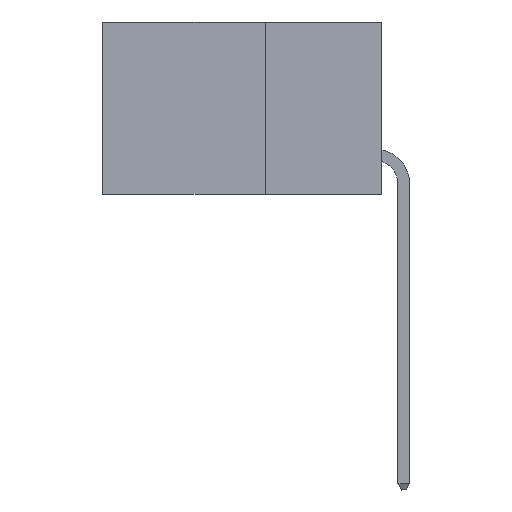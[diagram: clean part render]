
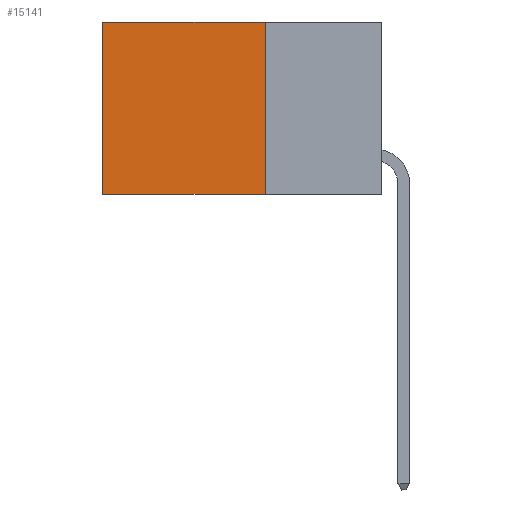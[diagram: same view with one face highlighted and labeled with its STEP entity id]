
A CAD part, left-side view. The second image highlights one B-rep face of the part: STEP entity #15141.
In plain terms, the highlighted planar face has unit normal (-1, 0, 0).
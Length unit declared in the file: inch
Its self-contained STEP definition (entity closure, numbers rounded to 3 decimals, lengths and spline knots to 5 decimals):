
#851 = VERTEX_POINT ( 'NONE', #25565 ) ;
#1502 = EDGE_CURVE ( 'NONE', #26575, #851, #10170, .T. ) ;
#3167 = CARTESIAN_POINT ( 'NONE',  ( 0.2875, 0.25, 0. ) ) ;
#5873 = VECTOR ( 'NONE', #8213, 39.37008 ) ;
#7712 = VERTEX_POINT ( 'NONE', #17776 ) ;
#8213 = DIRECTION ( 'NONE',  ( 0., 1., 0. ) ) ;
#8353 = LINE ( 'NONE', #21073, #32994 ) ;
#9928 = ORIENTED_EDGE ( 'NONE', *, *, #22209, .F. ) ;
#10170 = LINE ( 'NONE', #21298, #16214 ) ;
#11109 = DIRECTION ( 'NONE',  ( 0., 1., 0. ) ) ;
#11847 = DIRECTION ( 'NONE',  ( 0., 0., -1. ) ) ;
#12001 = VECTOR ( 'NONE', #19361, 39.37008 ) ;
#13205 = CARTESIAN_POINT ( 'NONE',  ( 0.2875, 0.6, -0.37 ) ) ;
#14889 = FACE_OUTER_BOUND ( 'NONE', #18053, .T. ) ;
#15141 = ADVANCED_FACE ( 'NONE', ( #14889 ), #18642, .F. ) ;
#16214 = VECTOR ( 'NONE', #11109, 39.37008 ) ;
#16671 = CARTESIAN_POINT ( 'NONE',  ( 0.2875, 0.6, 0. ) ) ;
#17191 = CARTESIAN_POINT ( 'NONE',  ( 0.2875, 0.25, -0.37 ) ) ;
#17776 = CARTESIAN_POINT ( 'NONE',  ( 0.2875, 0.25, -0.37 ) ) ;
#17887 = ORIENTED_EDGE ( 'NONE', *, *, #1502, .T. ) ;
#18053 = EDGE_LOOP ( 'NONE', ( #33405, #20354, #9928, #17887 ) ) ;
#18642 = PLANE ( 'NONE',  #28664 ) ;
#19361 = DIRECTION ( 'NONE',  ( 0., 0., -1. ) ) ;
#20354 = ORIENTED_EDGE ( 'NONE', *, *, #23449, .F. ) ;
#21073 = CARTESIAN_POINT ( 'NONE',  ( 0.2875, 0.25, 0. ) ) ;
#21298 = CARTESIAN_POINT ( 'NONE',  ( 0.2875, 0.25, 0. ) ) ;
#22209 = EDGE_CURVE ( 'NONE', #26575, #7712, #8353, .T. ) ;
#23449 = EDGE_CURVE ( 'NONE', #7712, #23783, #27276, .T. ) ;
#23591 = EDGE_CURVE ( 'NONE', #851, #23783, #32555, .T. ) ;
#23630 = DIRECTION ( 'NONE',  ( 0., 0., -1. ) ) ;
#23783 = VERTEX_POINT ( 'NONE', #13205 ) ;
#25565 = CARTESIAN_POINT ( 'NONE',  ( 0.2875, 0.6, 0. ) ) ;
#26575 = VERTEX_POINT ( 'NONE', #28840 ) ;
#27276 = LINE ( 'NONE', #17191, #5873 ) ;
#28664 = AXIS2_PLACEMENT_3D ( 'NONE', #3167, #32220, #11847 ) ;
#28840 = CARTESIAN_POINT ( 'NONE',  ( 0.2875, 0.25, 0. ) ) ;
#32220 = DIRECTION ( 'NONE',  ( 1., 0., 0. ) ) ;
#32555 = LINE ( 'NONE', #16671, #12001 ) ;
#32994 = VECTOR ( 'NONE', #23630, 39.37008 ) ;
#33405 = ORIENTED_EDGE ( 'NONE', *, *, #23591, .T. ) ;
